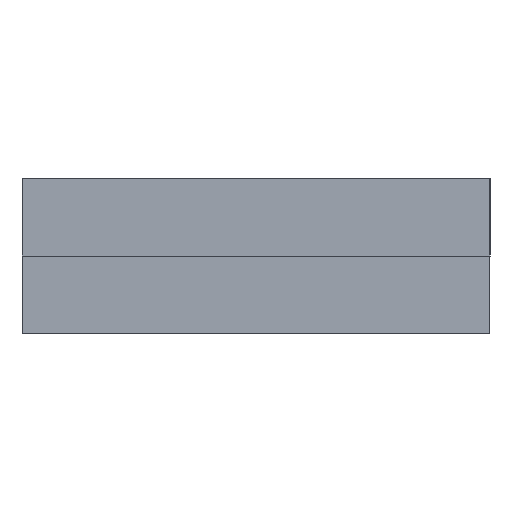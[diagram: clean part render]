
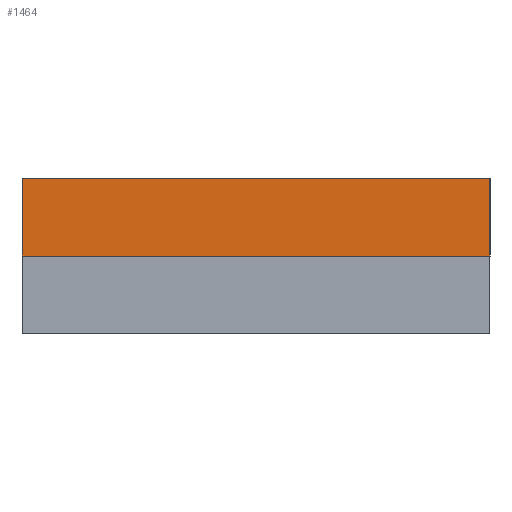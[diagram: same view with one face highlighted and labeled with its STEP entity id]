
A CAD part, front view. The second image highlights one B-rep face of the part: STEP entity #1464.
In plain terms, the highlighted face is planar.
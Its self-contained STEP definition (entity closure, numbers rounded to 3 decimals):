
#101 = LINE ( 'NONE', #2751, #2919 ) ;
#128 = DIRECTION ( 'NONE',  ( 0., -1., 0. ) ) ;
#140 = AXIS2_PLACEMENT_3D ( 'NONE', #167, #756, #2924 ) ;
#167 = CARTESIAN_POINT ( 'NONE',  ( 0., 2., 0. ) ) ;
#205 = DIRECTION ( 'NONE',  ( 1., 0., 0. ) ) ;
#243 = CARTESIAN_POINT ( 'NONE',  ( 0., 2., 0. ) ) ;
#480 = CARTESIAN_POINT ( 'NONE',  ( 12., 0., 0. ) ) ;
#494 = EDGE_CURVE ( 'NONE', #1783, #1044, #1133, .T. ) ;
#610 = VECTOR ( 'NONE', #1087, 1000. ) ;
#679 = LINE ( 'NONE', #1264, #610 ) ;
#756 = DIRECTION ( 'NONE',  ( 0., 0., -1. ) ) ;
#1036 = EDGE_CURVE ( 'NONE', #1046, #1744, #1917, .T. ) ;
#1044 = VERTEX_POINT ( 'NONE', #480 ) ;
#1046 = VERTEX_POINT ( 'NONE', #243 ) ;
#1087 = DIRECTION ( 'NONE',  ( 0., -1., 0. ) ) ;
#1133 = LINE ( 'NONE', #1835, #1205 ) ;
#1205 = VECTOR ( 'NONE', #205, 1000. ) ;
#1264 = CARTESIAN_POINT ( 'NONE',  ( 12., 2., 0. ) ) ;
#1325 = ORIENTED_EDGE ( 'NONE', *, *, #494, .T. ) ;
#1464 = ADVANCED_FACE ( 'NONE', ( #2063 ), #3019, .F. ) ;
#1695 = CARTESIAN_POINT ( 'NONE',  ( 0., 2., 0. ) ) ;
#1728 = CARTESIAN_POINT ( 'NONE',  ( 12., 2., 0. ) ) ;
#1733 = ORIENTED_EDGE ( 'NONE', *, *, #2842, .T. ) ;
#1744 = VERTEX_POINT ( 'NONE', #1728 ) ;
#1783 = VERTEX_POINT ( 'NONE', #2952 ) ;
#1835 = CARTESIAN_POINT ( 'NONE',  ( 0., 0., 0. ) ) ;
#1917 = LINE ( 'NONE', #1695, #2205 ) ;
#2020 = EDGE_CURVE ( 'NONE', #1744, #1044, #679, .T. ) ;
#2063 = FACE_OUTER_BOUND ( 'NONE', #2408, .T. ) ;
#2205 = VECTOR ( 'NONE', #2642, 1000. ) ;
#2408 = EDGE_LOOP ( 'NONE', ( #1325, #3091, #2416, #1733 ) ) ;
#2416 = ORIENTED_EDGE ( 'NONE', *, *, #1036, .F. ) ;
#2642 = DIRECTION ( 'NONE',  ( 1., 0., 0. ) ) ;
#2751 = CARTESIAN_POINT ( 'NONE',  ( 0., 2., 0. ) ) ;
#2842 = EDGE_CURVE ( 'NONE', #1046, #1783, #101, .T. ) ;
#2919 = VECTOR ( 'NONE', #128, 1000. ) ;
#2924 = DIRECTION ( 'NONE',  ( -1., 0., 0. ) ) ;
#2952 = CARTESIAN_POINT ( 'NONE',  ( 0., 0., 0. ) ) ;
#3019 = PLANE ( 'NONE',  #140 ) ;
#3091 = ORIENTED_EDGE ( 'NONE', *, *, #2020, .F. ) ;
